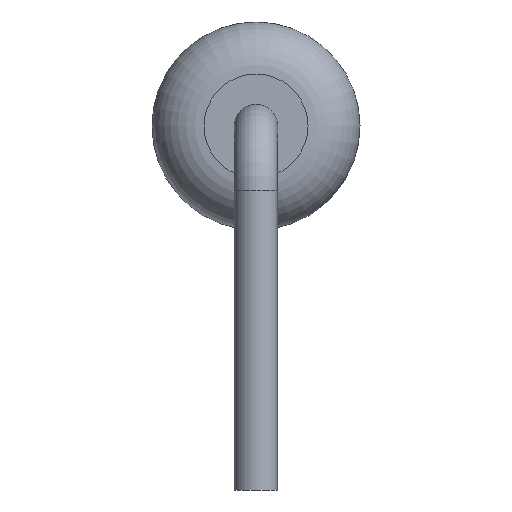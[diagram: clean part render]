
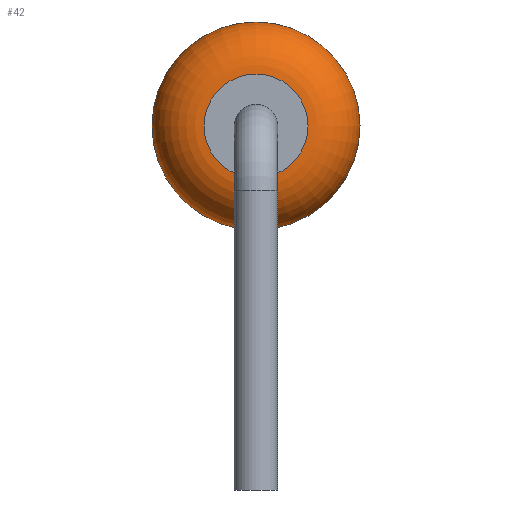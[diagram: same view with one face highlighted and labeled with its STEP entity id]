
A CAD part, left-side view. The second image highlights one B-rep face of the part: STEP entity #42.
In plain terms, the highlighted toroidal (fillet/blend) face has major radius 0.6 mm and minor radius 0.6 mm.
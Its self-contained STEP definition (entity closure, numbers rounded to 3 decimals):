
#20=ORIENTED_EDGE('',*,*,#21,.T.);
#21=EDGE_CURVE('',#22,#22,#24,.T.);
#22=VERTEX_POINT('',#23);
#23=CARTESIAN_POINT('',(1.29,0.6,1.2));
#24=CIRCLE('',#25,0.6);
#25=AXIS2_PLACEMENT_3D('',#26,#27,#28);
#26=CARTESIAN_POINT('',(1.29,0.,1.2));
#27=DIRECTION('',(1.,0.,0.));
#28=DIRECTION('',(-0.,1.,0.));
#37=DIRECTION('',(0.,0.,-1.));
#42=ADVANCED_FACE('',(#43),#59,.T.);
#43=FACE_BOUND('',#44,.T.);
#44=EDGE_LOOP('',(#45,#20,#53,#54));
#45=ORIENTED_EDGE('',*,*,#46,.F.);
#46=EDGE_CURVE('',#22,#47,#49,.T.);
#47=VERTEX_POINT('',#48);
#48=CARTESIAN_POINT('',(1.89,1.2,1.2));
#49=CIRCLE('',#50,0.6);
#50=AXIS2_PLACEMENT_3D('',#51,#37,#52);
#51=CARTESIAN_POINT('',(1.89,0.6,1.2));
#52=DIRECTION('',(0.,1.,0.));
#53=ORIENTED_EDGE('',*,*,#46,.T.);
#54=ORIENTED_EDGE('',*,*,#55,.F.);
#55=EDGE_CURVE('',#47,#47,#56,.T.);
#56=CIRCLE('',#57,1.2);
#57=AXIS2_PLACEMENT_3D('',#58,#27,#28);
#58=CARTESIAN_POINT('',(1.89,0.,1.2));
#59=TOROIDAL_SURFACE('',#57,0.6,0.6);
